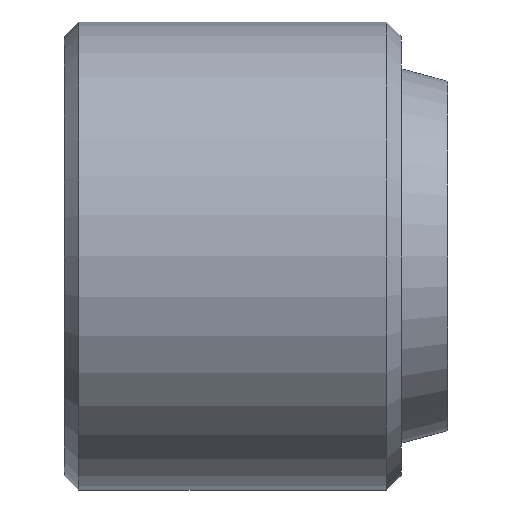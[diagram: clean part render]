
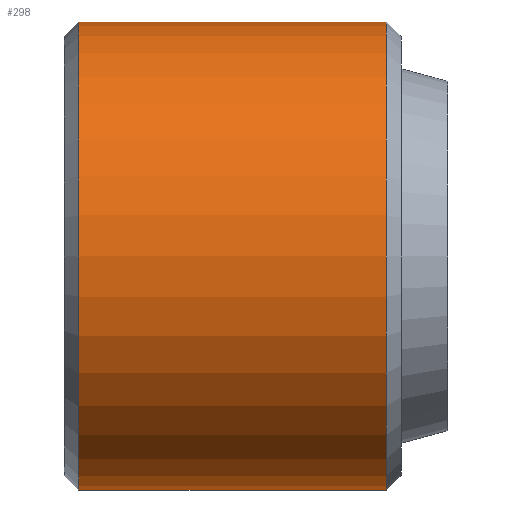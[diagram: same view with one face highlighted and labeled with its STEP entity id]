
A CAD part, front view. The second image highlights one B-rep face of the part: STEP entity #298.
In plain terms, the highlighted cylindrical face has radius 12.5 mm (diameter 25 mm), a full revolution.
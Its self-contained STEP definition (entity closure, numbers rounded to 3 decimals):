
#76=B_SPLINE_CURVE_WITH_KNOTS('',3,(#459,#460,#461,#462,#463,#464,#465),
 .UNSPECIFIED.,.F.,.F.,(4,1,1,1,4),(0.023,0.025,
0.027,0.029,0.031),.UNSPECIFIED.);
#77=B_SPLINE_CURVE_WITH_KNOTS('',3,(#468,#469,#470,#471,#472),
 .UNSPECIFIED.,.F.,.F.,(4,1,4),(0.017,0.019,0.022),
 .UNSPECIFIED.);
#78=B_SPLINE_CURVE_WITH_KNOTS('',3,(#474,#475,#476,#477,#478,#479,#480),
 .UNSPECIFIED.,.F.,.F.,(4,1,1,1,4),(0.011,0.013,
0.015,0.017,0.019),.UNSPECIFIED.);
#79=B_SPLINE_CURVE_WITH_KNOTS('',3,(#482,#483,#484,#485,#486),
 .UNSPECIFIED.,.F.,.F.,(4,1,4),(0.006,0.008,
0.01),.UNSPECIFIED.);
#81=ORIENTED_EDGE('',*,*,#151,.F.);
#82=ORIENTED_EDGE('',*,*,#152,.F.);
#83=ORIENTED_EDGE('',*,*,#153,.F.);
#84=ORIENTED_EDGE('',*,*,#154,.F.);
#85=ORIENTED_EDGE('',*,*,#155,.F.);
#86=ORIENTED_EDGE('',*,*,#156,.T.);
#151=EDGE_CURVE('',#186,#186,#214,.T.);
#152=EDGE_CURVE('',#187,#188,#76,.T.);
#153=EDGE_CURVE('',#189,#187,#77,.T.);
#154=EDGE_CURVE('',#190,#189,#78,.T.);
#155=EDGE_CURVE('',#188,#190,#79,.T.);
#156=EDGE_CURVE('',#191,#191,#215,.T.);
#186=VERTEX_POINT('',#458);
#187=VERTEX_POINT('',#466);
#188=VERTEX_POINT('',#467);
#189=VERTEX_POINT('',#473);
#190=VERTEX_POINT('',#481);
#191=VERTEX_POINT('',#488);
#214=CIRCLE('',#334,12.5);
#215=CIRCLE('',#335,12.5);
#226=EDGE_LOOP('',(#81));
#227=EDGE_LOOP('',(#82,#83,#84,#85));
#228=EDGE_LOOP('',(#86));
#260=FACE_BOUND('',#226,.T.);
#261=FACE_BOUND('',#227,.T.);
#262=FACE_BOUND('',#228,.T.);
#295=CYLINDRICAL_SURFACE('',#333,12.5);
#298=ADVANCED_FACE('',(#260,#261,#262),#295,.T.);
#333=AXIS2_PLACEMENT_3D('',#456,#369,#370);
#334=AXIS2_PLACEMENT_3D('',#457,#371,#372);
#335=AXIS2_PLACEMENT_3D('',#487,#373,#374);
#369=DIRECTION('',(1.,0.,0.));
#370=DIRECTION('',(0.,0.,-1.));
#371=DIRECTION('',(1.,0.,0.));
#372=DIRECTION('',(0.,0.,-1.));
#373=DIRECTION('',(1.,0.,0.));
#374=DIRECTION('',(0.,0.,-1.));
#456=CARTESIAN_POINT('',(20.5,0.,0.));
#457=CARTESIAN_POINT('',(17.219,0.,0.));
#458=CARTESIAN_POINT('',(17.219,0.,-12.5));
#459=CARTESIAN_POINT('',(4.092,12.117,-3.073));
#460=CARTESIAN_POINT('',(3.506,12.188,-2.792));
#461=CARTESIAN_POINT('',(2.451,12.384,-1.954));
#462=CARTESIAN_POINT('',(1.775,12.558,-0.009));
#463=CARTESIAN_POINT('',(2.448,12.385,1.954));
#464=CARTESIAN_POINT('',(3.503,12.188,2.791));
#465=CARTESIAN_POINT('',(4.092,12.117,3.073));
#466=CARTESIAN_POINT('',(4.092,12.117,-3.073));
#467=CARTESIAN_POINT('',(4.092,12.117,3.073));
#468=CARTESIAN_POINT('',(7.908,12.117,-3.073));
#469=CARTESIAN_POINT('',(7.389,12.,-3.531));
#470=CARTESIAN_POINT('',(6.002,11.794,-4.139));
#471=CARTESIAN_POINT('',(4.616,11.999,-3.536));
#472=CARTESIAN_POINT('',(4.092,12.117,-3.073));
#473=CARTESIAN_POINT('',(7.908,12.117,-3.073));
#474=CARTESIAN_POINT('',(7.908,12.117,3.073));
#475=CARTESIAN_POINT('',(8.501,12.188,2.789));
#476=CARTESIAN_POINT('',(9.542,12.383,1.96));
#477=CARTESIAN_POINT('',(10.226,12.558,0.013));
#478=CARTESIAN_POINT('',(9.554,12.385,-1.953));
#479=CARTESIAN_POINT('',(8.496,12.188,-2.791));
#480=CARTESIAN_POINT('',(7.908,12.117,-3.073));
#481=CARTESIAN_POINT('',(7.908,12.117,3.073));
#482=CARTESIAN_POINT('',(4.092,12.117,3.073));
#483=CARTESIAN_POINT('',(4.607,12.001,3.528));
#484=CARTESIAN_POINT('',(5.998,11.794,4.14));
#485=CARTESIAN_POINT('',(7.383,11.999,3.537));
#486=CARTESIAN_POINT('',(7.908,12.117,3.073));
#487=CARTESIAN_POINT('',(0.781,0.,0.));
#488=CARTESIAN_POINT('',(0.781,0.,-12.5));
